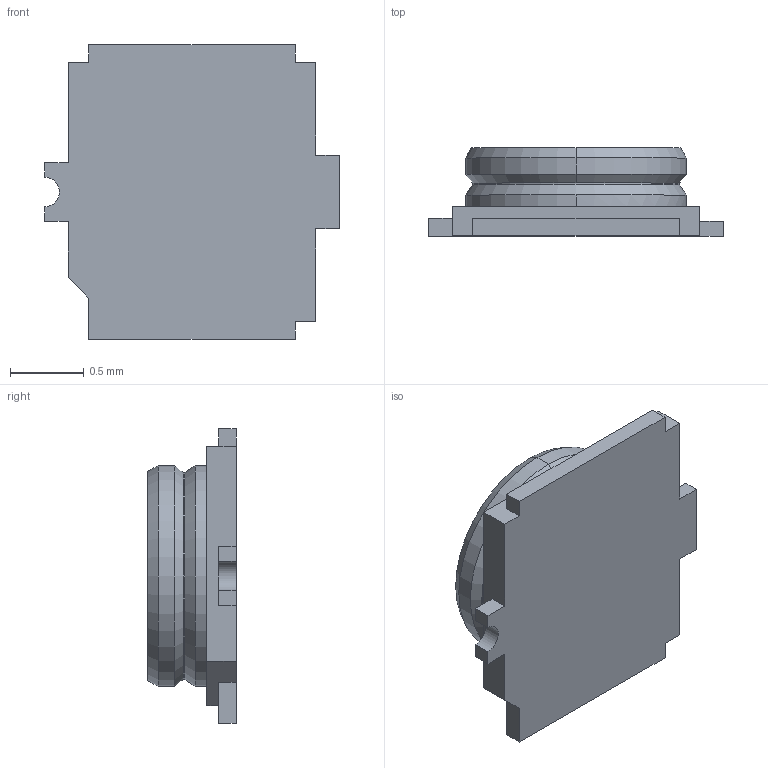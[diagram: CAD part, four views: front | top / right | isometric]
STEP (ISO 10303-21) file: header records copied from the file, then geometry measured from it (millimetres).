
FILE_DESCRIPTION (( 'STEP AP203' ), '1' );
FILE_NAME ('20579-001EC RECE ASSY STEP R1 ALL.STEP', '2018-04-25T07:58:34', ( '' ), ( '' ), 'SwSTEP 2.0', 'SolidWorks 2017', '' );
FILE_SCHEMA (( 'CONFIG_CONTROL_DESIGN' ));
Length unit declared in the file: millimetre
Products named in the file (1): 20579-001EC RECE ASSY STEP R1 ALL
Bounding box: 2 x 0.6 x 2 mm (x, y, z)
Volume: 0.9 mm3; surface area: 11.9 mm2
Topology: 1 solids, 1 shells, 59 faces, 144 edges, 90 vertices
Faces by surface type: plane 27, cylinder 17, cone 15
Entity records: 1809 total; most frequent: CARTESIAN_POINT 345, ORIENTED_EDGE 288, DIRECTION 288, EDGE_CURVE 144, AXIS2_PLACEMENT_3D 101, VERTEX_POINT 90, LINE 86, VECTOR 86
